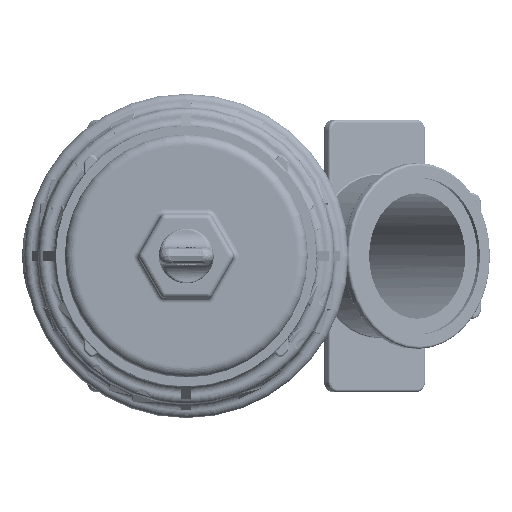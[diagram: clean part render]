
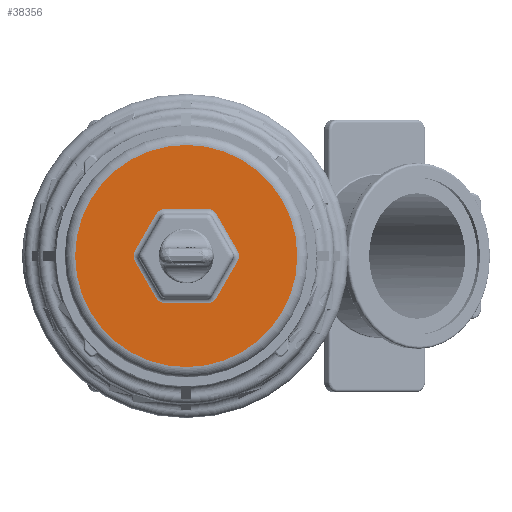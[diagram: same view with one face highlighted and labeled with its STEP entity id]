
A CAD part, front view. The second image highlights one B-rep face of the part: STEP entity #38356.
In plain terms, the highlighted face is planar.
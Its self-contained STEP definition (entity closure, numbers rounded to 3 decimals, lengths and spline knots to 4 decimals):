
#149=FACE_BOUND('',#5674,.T.);
#2048=PLANE('',#41046);
#2912=CIRCLE('',#41013,0.25);
#2916=CIRCLE('',#41019,0.25);
#2920=CIRCLE('',#41025,0.25);
#2923=CIRCLE('',#41030,0.25);
#2926=CIRCLE('',#41035,0.25);
#2929=CIRCLE('',#41040,0.25);
#2930=CIRCLE('',#41047,2.655);
#2931=CIRCLE('',#41048,2.655);
#3863=FACE_OUTER_BOUND('',#5673,.T.);
#5673=EDGE_LOOP('',(#27921,#27922));
#5674=EDGE_LOOP('',(#27923,#27924,#27925,#27926,#27927,#27928,#27929,#27930,
#27931,#27932,#27933,#27934));
#11506=LINE('',#59558,#13339);
#11507=LINE('',#59569,#13340);
#11509=LINE('',#59580,#13342);
#11511=LINE('',#59589,#13344);
#11512=LINE('',#59597,#13345);
#11513=LINE('',#59605,#13346);
#13339=VECTOR('',#45432,0.3937);
#13340=VECTOR('',#45445,0.3937);
#13342=VECTOR('',#45459,0.3937);
#13344=VECTOR('',#45471,0.3937);
#13345=VECTOR('',#45482,0.3937);
#13346=VECTOR('',#45493,0.3937);
#15627=VERTEX_POINT('',#59551);
#15630=VERTEX_POINT('',#59556);
#15632=VERTEX_POINT('',#59561);
#15634=VERTEX_POINT('',#59567);
#15636=VERTEX_POINT('',#59573);
#15637=VERTEX_POINT('',#59578);
#15638=VERTEX_POINT('',#59583);
#15639=VERTEX_POINT('',#59587);
#15640=VERTEX_POINT('',#59591);
#15641=VERTEX_POINT('',#59595);
#15642=VERTEX_POINT('',#59599);
#15643=VERTEX_POINT('',#59603);
#15644=VERTEX_POINT('',#59620);
#15645=VERTEX_POINT('',#59621);
#20430=EDGE_CURVE('',#15630,#15627,#11506,.T.);
#20432=EDGE_CURVE('',#15632,#15630,#2912,.T.);
#20435=EDGE_CURVE('',#15634,#15632,#11507,.T.);
#20438=EDGE_CURVE('',#15636,#15634,#2916,.T.);
#20441=EDGE_CURVE('',#15637,#15636,#11509,.T.);
#20444=EDGE_CURVE('',#15638,#15637,#2920,.T.);
#20446=EDGE_CURVE('',#15639,#15638,#11511,.T.);
#20448=EDGE_CURVE('',#15640,#15639,#2923,.T.);
#20450=EDGE_CURVE('',#15641,#15640,#11512,.T.);
#20452=EDGE_CURVE('',#15642,#15641,#2926,.T.);
#20454=EDGE_CURVE('',#15643,#15642,#11513,.T.);
#20456=EDGE_CURVE('',#15627,#15643,#2929,.T.);
#20462=EDGE_CURVE('',#15644,#15645,#2930,.T.);
#20463=EDGE_CURVE('',#15645,#15644,#2931,.T.);
#27921=ORIENTED_EDGE('',*,*,#20462,.T.);
#27922=ORIENTED_EDGE('',*,*,#20463,.T.);
#27923=ORIENTED_EDGE('',*,*,#20430,.F.);
#27924=ORIENTED_EDGE('',*,*,#20432,.F.);
#27925=ORIENTED_EDGE('',*,*,#20435,.F.);
#27926=ORIENTED_EDGE('',*,*,#20438,.F.);
#27927=ORIENTED_EDGE('',*,*,#20441,.F.);
#27928=ORIENTED_EDGE('',*,*,#20444,.F.);
#27929=ORIENTED_EDGE('',*,*,#20446,.F.);
#27930=ORIENTED_EDGE('',*,*,#20448,.F.);
#27931=ORIENTED_EDGE('',*,*,#20450,.F.);
#27932=ORIENTED_EDGE('',*,*,#20452,.F.);
#27933=ORIENTED_EDGE('',*,*,#20454,.F.);
#27934=ORIENTED_EDGE('',*,*,#20456,.F.);
#38356=ADVANCED_FACE('',(#3863,#149),#2048,.T.);
#41013=AXIS2_PLACEMENT_3D('',#59563,#45437,#45438);
#41019=AXIS2_PLACEMENT_3D('',#59575,#45451,#45452);
#41025=AXIS2_PLACEMENT_3D('',#59585,#45465,#45466);
#41030=AXIS2_PLACEMENT_3D('',#59593,#45476,#45477);
#41035=AXIS2_PLACEMENT_3D('',#59601,#45487,#45488);
#41040=AXIS2_PLACEMENT_3D('',#59608,#45498,#45499);
#41046=AXIS2_PLACEMENT_3D('',#59619,#45515,#45516);
#41047=AXIS2_PLACEMENT_3D('',#59622,#45517,#45518);
#41048=AXIS2_PLACEMENT_3D('',#59623,#45519,#45520);
#45432=DIRECTION('',(-1.,0.,0.));
#45437=DIRECTION('center_axis',(0.,1.,0.));
#45438=DIRECTION('ref_axis',(0.5,0.,-0.866));
#45445=DIRECTION('',(-0.5,0.,-0.866));
#45451=DIRECTION('center_axis',(0.,1.,0.));
#45452=DIRECTION('ref_axis',(1.,0.,0.));
#45459=DIRECTION('',(0.5,0.,-0.866));
#45465=DIRECTION('center_axis',(0.,1.,0.));
#45466=DIRECTION('ref_axis',(0.5,0.,0.866));
#45471=DIRECTION('',(1.,0.,0.));
#45476=DIRECTION('center_axis',(0.,1.,0.));
#45477=DIRECTION('ref_axis',(-0.5,0.,0.866));
#45482=DIRECTION('',(0.5,0.,0.866));
#45487=DIRECTION('center_axis',(0.,1.,0.));
#45488=DIRECTION('ref_axis',(-1.,0.,0.));
#45493=DIRECTION('',(-0.5,0.,0.866));
#45498=DIRECTION('center_axis',(0.,1.,0.));
#45499=DIRECTION('ref_axis',(-0.5,0.,-0.866));
#45515=DIRECTION('center_axis',(0.,1.,0.));
#45516=DIRECTION('ref_axis',(0.,0.,1.));
#45517=DIRECTION('center_axis',(0.,1.,0.));
#45518=DIRECTION('ref_axis',(-1.,0.,0.));
#45519=DIRECTION('center_axis',(0.,1.,0.));
#45520=DIRECTION('ref_axis',(-1.,0.,0.));
#59551=CARTESIAN_POINT('',(-0.5052,0.,-1.125));
#59556=CARTESIAN_POINT('',(0.5052,0.,-1.125));
#59558=CARTESIAN_POINT('',(-0.9524,0.,-1.125));
#59561=CARTESIAN_POINT('',(0.7217,0.,-1.));
#59563=CARTESIAN_POINT('Origin',(0.5052,0.,
-0.875));
#59567=CARTESIAN_POINT('',(1.2269,0.,-0.125));
#59569=CARTESIAN_POINT('',(0.664,0.,-1.0999));
#59573=CARTESIAN_POINT('',(1.2269,0.,0.125));
#59575=CARTESIAN_POINT('Origin',(1.0104,0.,
0.));
#59578=CARTESIAN_POINT('',(0.7217,0.,1.));
#59580=CARTESIAN_POINT('',(0.9527,0.,0.5999));
#59583=CARTESIAN_POINT('',(0.5052,0.,1.125));
#59585=CARTESIAN_POINT('Origin',(0.5052,0.,
0.875));
#59587=CARTESIAN_POINT('',(-0.5052,0.,1.125));
#59589=CARTESIAN_POINT('',(-0.3751,0.,1.125));
#59591=CARTESIAN_POINT('',(-0.7217,0.,1.));
#59593=CARTESIAN_POINT('Origin',(-0.5052,0.,
0.875));
#59595=CARTESIAN_POINT('',(-1.2269,0.,0.125));
#59597=CARTESIAN_POINT('',(-0.9959,0.,0.5251));
#59599=CARTESIAN_POINT('',(-1.2269,0.,-0.125));
#59601=CARTESIAN_POINT('Origin',(-1.0104,0.,
0.));
#59603=CARTESIAN_POINT('',(-0.7217,0.,-1.));
#59605=CARTESIAN_POINT('',(-1.2846,0.,-0.0251));
#59608=CARTESIAN_POINT('Origin',(-0.5052,0.,
-0.875));
#59619=CARTESIAN_POINT('Origin',(-1.3275,0.,0.));
#59620=CARTESIAN_POINT('',(-2.655,0.,0.));
#59621=CARTESIAN_POINT('',(0.,0.,-2.655));
#59622=CARTESIAN_POINT('Origin',(0.,0.,0.));
#59623=CARTESIAN_POINT('Origin',(0.,0.,0.));
